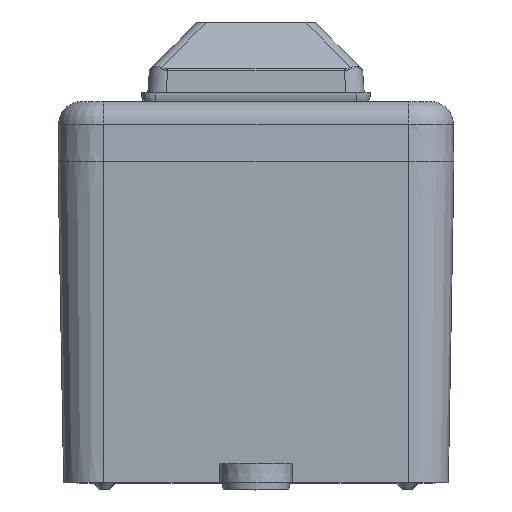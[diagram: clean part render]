
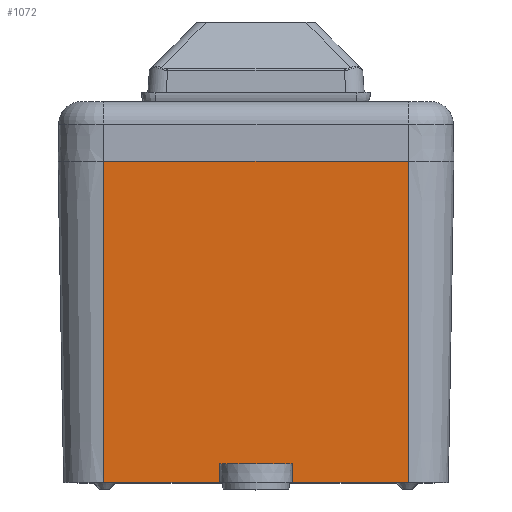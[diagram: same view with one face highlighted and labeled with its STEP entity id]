
A CAD part, top view. The second image highlights one B-rep face of the part: STEP entity #1072.
In plain terms, the highlighted planar face has unit normal (0, -0.018, 1).
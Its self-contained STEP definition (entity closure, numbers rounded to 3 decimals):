
#32 = CARTESIAN_POINT ( 'NONE',  ( -33.2, 0., 43.2 ) ) ;
#75 = DIRECTION ( 'NONE',  ( 0.017, 1., 0.017 ) ) ;
#181 = EDGE_LOOP ( 'NONE', ( #1804, #1272, #6323, #334, #6516, #9786, #10378, #1301, #12430, #9036 ) ) ;
#226 = CARTESIAN_POINT ( 'NONE',  ( -33.2, -66.1, 42.046 ) ) ;
#230 = VERTEX_POINT ( 'NONE', #6807 ) ;
#334 = ORIENTED_EDGE ( 'NONE', *, *, #2125, .T. ) ;
#443 = VERTEX_POINT ( 'NONE', #13832 ) ;
#493 = DIRECTION ( 'NONE',  ( 1., 0., 0. ) ) ;
#1072 = ADVANCED_FACE ( 'Defeatured_0_145', ( #5595 ), #11090, .T. ) ;
#1164 = DIRECTION ( 'NONE',  ( 1., 0., 0. ) ) ;
#1201 = VECTOR ( 'NONE', #3608, 1000. ) ;
#1272 = ORIENTED_EDGE ( 'NONE', *, *, #1877, .T. ) ;
#1279 = CARTESIAN_POINT ( 'NONE',  ( -7.98, -66.1, 42.046 ) ) ;
#1301 = ORIENTED_EDGE ( 'NONE', *, *, #5243, .F. ) ;
#1759 = VECTOR ( 'NONE', #13294, 1000. ) ;
#1804 = ORIENTED_EDGE ( 'NONE', *, *, #9734, .T. ) ;
#1877 = EDGE_CURVE ( 'NONE', #5525, #443, #7741, .T. ) ;
#2093 = DIRECTION ( 'NONE',  ( 0., 1., 0.017 ) ) ;
#2125 = EDGE_CURVE ( 'NONE', #9031, #230, #9099, .T. ) ;
#2169 = CARTESIAN_POINT ( 'NONE',  ( 33.2, -70.1, 41.976 ) ) ;
#2785 = VECTOR ( 'NONE', #75, 1000. ) ;
#3562 = VECTOR ( 'NONE', #2093, 1000. ) ;
#3608 = DIRECTION ( 'NONE',  ( 1., 0., 0. ) ) ;
#3799 = EDGE_CURVE ( 'NONE', #9970, #10759, #10680, .T. ) ;
#3900 = CARTESIAN_POINT ( 'NONE',  ( -33.2, -70.1, 41.976 ) ) ;
#4162 = DIRECTION ( 'NONE',  ( 0.017, -1., -0.017 ) ) ;
#4248 = CARTESIAN_POINT ( 'NONE',  ( -8.05, -70.1, 41.976 ) ) ;
#4357 = EDGE_CURVE ( 'NONE', #10924, #10759, #11160, .T. ) ;
#4507 = CARTESIAN_POINT ( 'NONE',  ( 6.814, 0.698, 43.212 ) ) ;
#4545 = VECTOR ( 'NONE', #493, 1000. ) ;
#5042 = CARTESIAN_POINT ( 'NONE',  ( -33.2, 0., 43.2 ) ) ;
#5063 = LINE ( 'NONE', #3900, #11340 ) ;
#5243 = EDGE_CURVE ( 'NONE', #9591, #9970, #13298, .T. ) ;
#5525 = VERTEX_POINT ( 'NONE', #5709 ) ;
#5595 = FACE_OUTER_BOUND ( 'NONE', #181, .T. ) ;
#5709 = CARTESIAN_POINT ( 'NONE',  ( -7.865, -66.1, 42.046 ) ) ;
#6024 = CARTESIAN_POINT ( 'NONE',  ( -33.2, -70.1, 41.976 ) ) ;
#6091 = LINE ( 'NONE', #6024, #8136 ) ;
#6222 = VECTOR ( 'NONE', #4162, 1000. ) ;
#6323 = ORIENTED_EDGE ( 'NONE', *, *, #7473, .T. ) ;
#6516 = ORIENTED_EDGE ( 'NONE', *, *, #11551, .T. ) ;
#6721 = CARTESIAN_POINT ( 'NONE',  ( -33.2, -66.1, 42.046 ) ) ;
#6807 = CARTESIAN_POINT ( 'NONE',  ( 8.05, -70.1, 41.976 ) ) ;
#6821 = LINE ( 'NONE', #226, #1201 ) ;
#7473 = EDGE_CURVE ( 'NONE', #443, #9031, #6821, .T. ) ;
#7741 = LINE ( 'NONE', #10370, #10180 ) ;
#7776 = DIRECTION ( 'NONE',  ( 0., -1., -0.017 ) ) ;
#8136 = VECTOR ( 'NONE', #9374, 1000. ) ;
#8257 = DIRECTION ( 'NONE',  ( 1., 0., 0. ) ) ;
#8303 = EDGE_CURVE ( 'NONE', #9591, #8442, #5063, .T. ) ;
#8442 = VERTEX_POINT ( 'NONE', #4248 ) ;
#8866 = AXIS2_PLACEMENT_3D ( 'NONE', #32, #8880, #7776 ) ;
#8880 = DIRECTION ( 'NONE',  ( 0., -0.017, 1. ) ) ;
#9031 = VERTEX_POINT ( 'NONE', #14079 ) ;
#9036 = ORIENTED_EDGE ( 'NONE', *, *, #11748, .T. ) ;
#9099 = LINE ( 'NONE', #4507, #6222 ) ;
#9374 = DIRECTION ( 'NONE',  ( 1., 0., 0. ) ) ;
#9591 = VERTEX_POINT ( 'NONE', #12221 ) ;
#9734 = EDGE_CURVE ( 'NONE', #13529, #5525, #11194, .T. ) ;
#9786 = ORIENTED_EDGE ( 'NONE', *, *, #4357, .T. ) ;
#9970 = VERTEX_POINT ( 'NONE', #12692 ) ;
#10104 = CARTESIAN_POINT ( 'NONE',  ( -6.834, -0.46, 43.192 ) ) ;
#10180 = VECTOR ( 'NONE', #13603, 1000. ) ;
#10370 = CARTESIAN_POINT ( 'NONE',  ( -33.2, -66.1, 42.046 ) ) ;
#10378 = ORIENTED_EDGE ( 'NONE', *, *, #3799, .F. ) ;
#10680 = LINE ( 'NONE', #5042, #4545 ) ;
#10759 = VERTEX_POINT ( 'NONE', #11395 ) ;
#10924 = VERTEX_POINT ( 'NONE', #2169 ) ;
#11063 = VECTOR ( 'NONE', #1164, 1000. ) ;
#11090 = PLANE ( 'NONE',  #8866 ) ;
#11160 = LINE ( 'NONE', #14458, #1759 ) ;
#11194 = LINE ( 'NONE', #6721, #11063 ) ;
#11340 = VECTOR ( 'NONE', #8257, 1000. ) ;
#11395 = CARTESIAN_POINT ( 'NONE',  ( 33.2, 0., 43.2 ) ) ;
#11551 = EDGE_CURVE ( 'NONE', #230, #10924, #6091, .T. ) ;
#11748 = EDGE_CURVE ( 'NONE', #8442, #13529, #12531, .T. ) ;
#12221 = CARTESIAN_POINT ( 'NONE',  ( -33.2, -70.1, 41.976 ) ) ;
#12430 = ORIENTED_EDGE ( 'NONE', *, *, #8303, .T. ) ;
#12531 = LINE ( 'NONE', #10104, #2785 ) ;
#12692 = CARTESIAN_POINT ( 'NONE',  ( -33.2, 0., 43.2 ) ) ;
#13294 = DIRECTION ( 'NONE',  ( 0., 1., 0.017 ) ) ;
#13298 = LINE ( 'NONE', #14318, #3562 ) ;
#13529 = VERTEX_POINT ( 'NONE', #1279 ) ;
#13603 = DIRECTION ( 'NONE',  ( 1., 0., 0. ) ) ;
#13832 = CARTESIAN_POINT ( 'NONE',  ( 7.865, -66.1, 42.046 ) ) ;
#14079 = CARTESIAN_POINT ( 'NONE',  ( 7.98, -66.1, 42.046 ) ) ;
#14318 = CARTESIAN_POINT ( 'NONE',  ( -33.2, 0., 43.2 ) ) ;
#14458 = CARTESIAN_POINT ( 'NONE',  ( 33.2, 0., 43.2 ) ) ;
